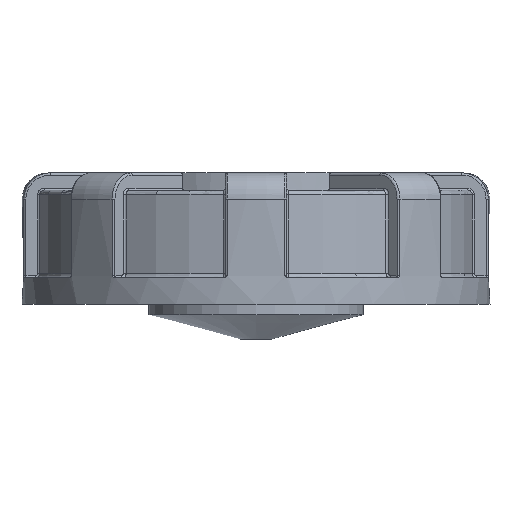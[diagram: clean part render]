
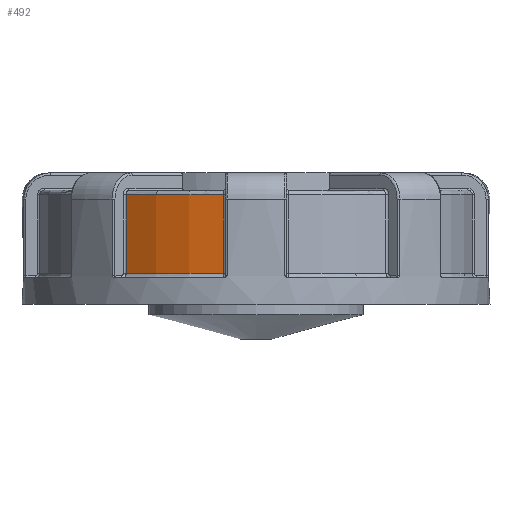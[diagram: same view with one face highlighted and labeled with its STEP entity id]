
A CAD part, left-side view. The second image highlights one B-rep face of the part: STEP entity #492.
In plain terms, the highlighted cylindrical face has radius 25 mm (diameter 50 mm), a partial arc.
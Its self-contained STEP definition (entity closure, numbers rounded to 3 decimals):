
#492 = ADVANCED_FACE( '', ( #1092 ), #1093, .T. );
#1092 = FACE_OUTER_BOUND( '', #4651, .T. );
#1093 = CYLINDRICAL_SURFACE( '', #4652, 25. );
#4651 = EDGE_LOOP( '', ( #8992, #8993, #8994, #8995 ) );
#4652 = AXIS2_PLACEMENT_3D( '', #8996, #8997, #8998 );
#8992 = ORIENTED_EDGE( '', *, *, #9917, .T. );
#8993 = ORIENTED_EDGE( '', *, *, #10331, .T. );
#8994 = ORIENTED_EDGE( '', *, *, #10404, .T. );
#8995 = ORIENTED_EDGE( '', *, *, #10386, .T. );
#8996 = CARTESIAN_POINT( '', ( 0., 0., 57.15 ) );
#8997 = DIRECTION( '', ( 0., 0., -1. ) );
#8998 = DIRECTION( '', ( 1., 0., 0. ) );
#9917 = EDGE_CURVE( '', #10635, #10646, #10755, .T. );
#10331 = EDGE_CURVE( '', #10646, #11380, #11392, .F. );
#10386 = EDGE_CURVE( '', #11118, #10635, #11460, .T. );
#10404 = EDGE_CURVE( '', #11380, #11118, #11483, .F. );
#10635 = VERTEX_POINT( '', #11808 );
#10646 = VERTEX_POINT( '', #11921 );
#10755 = CIRCLE( '', #12186, 25. );
#11118 = VERTEX_POINT( '', #13609 );
#11380 = VERTEX_POINT( '', #15037 );
#11392 = LINE( '', #15115, #15116 );
#11460 = LINE( '', #15460, #15461 );
#11483 = CIRCLE( '', #15523, 25. );
#11808 = CARTESIAN_POINT( '', ( -24.723, 3.713, 12.5 ) );
#11921 = CARTESIAN_POINT( '', ( -20.107, 14.856, 12.5 ) );
#12186 = AXIS2_PLACEMENT_3D( '', #16897, #16898, #16899 );
#13609 = CARTESIAN_POINT( '', ( -24.723, 3.713, 3.5 ) );
#15037 = CARTESIAN_POINT( '', ( -20.107, 14.856, 3.5 ) );
#15115 = CARTESIAN_POINT( '', ( -20.107, 14.856, 57.15 ) );
#15116 = VECTOR( '', #17396, 1000. );
#15460 = CARTESIAN_POINT( '', ( -24.723, 3.713, 57.15 ) );
#15461 = VECTOR( '', #17456, 1000. );
#15523 = AXIS2_PLACEMENT_3D( '', #17475, #17476, #17477 );
#16897 = CARTESIAN_POINT( '', ( 0., 0., 12.5 ) );
#16898 = DIRECTION( '', ( 0., 0., -1. ) );
#16899 = DIRECTION( '', ( -1., 0., 0. ) );
#17396 = DIRECTION( '', ( 0., 0., 1. ) );
#17456 = DIRECTION( '', ( 0., 0., 1. ) );
#17475 = CARTESIAN_POINT( '', ( 0., 0., 3.5 ) );
#17476 = DIRECTION( '', ( 0., 0., -1. ) );
#17477 = DIRECTION( '', ( -1., 0., 0. ) );
